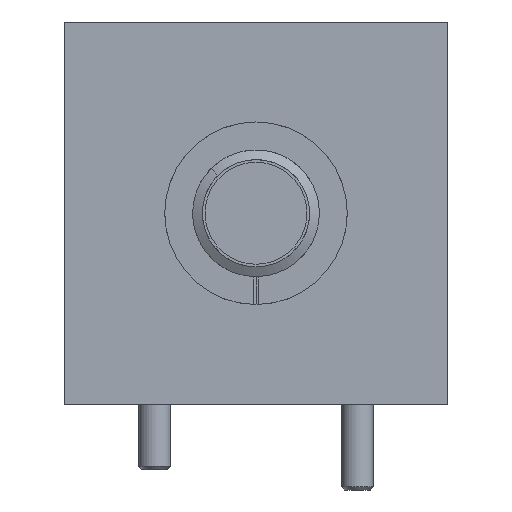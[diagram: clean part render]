
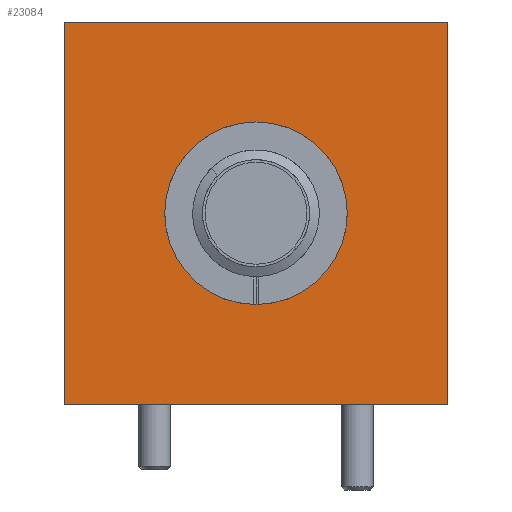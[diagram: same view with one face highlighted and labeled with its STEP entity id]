
A CAD part, left-side view. The second image highlights one B-rep face of the part: STEP entity #23084.
In plain terms, the highlighted planar face has unit normal (-1, 0, 0).
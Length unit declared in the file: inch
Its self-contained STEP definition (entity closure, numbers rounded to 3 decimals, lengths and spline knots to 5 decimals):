
#758 = DIRECTION ( 'NONE',  ( 0., -1., 0. ) ) ;
#1227 = AXIS2_PLACEMENT_3D ( 'NONE', #12641, #12795, #3712 ) ;
#1648 = CARTESIAN_POINT ( 'NONE',  ( -0.04115, 0.05269, 1.32497 ) ) ;
#1850 = ORIENTED_EDGE ( 'NONE', *, *, #2807, .F. ) ;
#1970 = AXIS2_PLACEMENT_3D ( 'NONE', #14303, #26022, #30715 ) ;
#2790 = VERTEX_POINT ( 'NONE', #4745 ) ;
#2807 = EDGE_CURVE ( 'NONE', #16471, #23487, #15498, .T. ) ;
#3330 = LINE ( 'NONE', #12882, #6799 ) ;
#3712 = DIRECTION ( 'NONE',  ( 0., 0., 1. ) ) ;
#4376 = VERTEX_POINT ( 'NONE', #17395 ) ;
#4745 = CARTESIAN_POINT ( 'NONE',  ( -0.04115, 0.80269, 1.32497 ) ) ;
#4769 = DIRECTION ( 'NONE',  ( 1., 0., 0. ) ) ;
#5748 = LINE ( 'NONE', #27162, #24027 ) ;
#6462 = LINE ( 'NONE', #8207, #13655 ) ;
#6799 = VECTOR ( 'NONE', #13942, 39.37008 ) ;
#7982 = EDGE_CURVE ( 'NONE', #11144, #2790, #3330, .T. ) ;
#8207 = CARTESIAN_POINT ( 'NONE',  ( -0.04115, 0.80269, 1.32497 ) ) ;
#9477 = CARTESIAN_POINT ( 'NONE',  ( -0.04115, 0.80269, 1.32497 ) ) ;
#9934 = PLANE ( 'NONE',  #15993 ) ;
#10558 = EDGE_CURVE ( 'NONE', #4376, #19644, #25632, .T. ) ;
#10712 = EDGE_CURVE ( 'NONE', #11144, #4376, #5748, .T. ) ;
#10952 = DIRECTION ( 'NONE',  ( 0., 0., 1. ) ) ;
#11042 = FACE_BOUND ( 'NONE', #27983, .T. ) ;
#11144 = VERTEX_POINT ( 'NONE', #21884 ) ;
#11202 = CIRCLE ( 'NONE', #1227, 0.179 ) ;
#11560 = CARTESIAN_POINT ( 'NONE',  ( -0.04115, 0.05269, 1.32497 ) ) ;
#11586 = ORIENTED_EDGE ( 'NONE', *, *, #10712, .T. ) ;
#12641 = CARTESIAN_POINT ( 'NONE',  ( -0.04115, 0.42769, 0.94997 ) ) ;
#12795 = DIRECTION ( 'NONE',  ( -1., 0., 0. ) ) ;
#12882 = CARTESIAN_POINT ( 'NONE',  ( -0.04115, 0.80269, 1.32497 ) ) ;
#13094 = EDGE_CURVE ( 'NONE', #2790, #19644, #6462, .T. ) ;
#13655 = VECTOR ( 'NONE', #20654, 39.37008 ) ;
#13942 = DIRECTION ( 'NONE',  ( 0., 0., 1. ) ) ;
#14303 = CARTESIAN_POINT ( 'NONE',  ( -0.04115, 0.42769, 0.94997 ) ) ;
#15246 = CARTESIAN_POINT ( 'NONE',  ( -0.04115, 0.42769, 1.12897 ) ) ;
#15498 = CIRCLE ( 'NONE', #1970, 0.179 ) ;
#15930 = VECTOR ( 'NONE', #10952, 39.37008 ) ;
#15993 = AXIS2_PLACEMENT_3D ( 'NONE', #9477, #4769, #17169 ) ;
#16471 = VERTEX_POINT ( 'NONE', #21108 ) ;
#17169 = DIRECTION ( 'NONE',  ( 0., 0., -1. ) ) ;
#17395 = CARTESIAN_POINT ( 'NONE',  ( -0.04115, 0.05269, 0.57497 ) ) ;
#18726 = EDGE_CURVE ( 'NONE', #23487, #16471, #11202, .T. ) ;
#19391 = ORIENTED_EDGE ( 'NONE', *, *, #7982, .F. ) ;
#19644 = VERTEX_POINT ( 'NONE', #1648 ) ;
#20654 = DIRECTION ( 'NONE',  ( 0., -1., 0. ) ) ;
#21108 = CARTESIAN_POINT ( 'NONE',  ( -0.04115, 0.42769, 0.77097 ) ) ;
#21884 = CARTESIAN_POINT ( 'NONE',  ( -0.04115, 0.80269, 0.57497 ) ) ;
#23084 = ADVANCED_FACE ( 'NONE', ( #11042, #28689 ), #9934, .F. ) ;
#23145 = ORIENTED_EDGE ( 'NONE', *, *, #10558, .T. ) ;
#23487 = VERTEX_POINT ( 'NONE', #15246 ) ;
#24027 = VECTOR ( 'NONE', #758, 39.37008 ) ;
#25055 = ORIENTED_EDGE ( 'NONE', *, *, #18726, .F. ) ;
#25179 = EDGE_LOOP ( 'NONE', ( #23145, #27413, #19391, #11586 ) ) ;
#25632 = LINE ( 'NONE', #11560, #15930 ) ;
#26022 = DIRECTION ( 'NONE',  ( -1., 0., 0. ) ) ;
#27162 = CARTESIAN_POINT ( 'NONE',  ( -0.04115, 0.80269, 0.57497 ) ) ;
#27413 = ORIENTED_EDGE ( 'NONE', *, *, #13094, .F. ) ;
#27983 = EDGE_LOOP ( 'NONE', ( #25055, #1850 ) ) ;
#28689 = FACE_OUTER_BOUND ( 'NONE', #25179, .T. ) ;
#30715 = DIRECTION ( 'NONE',  ( 0., 0., 1. ) ) ;
